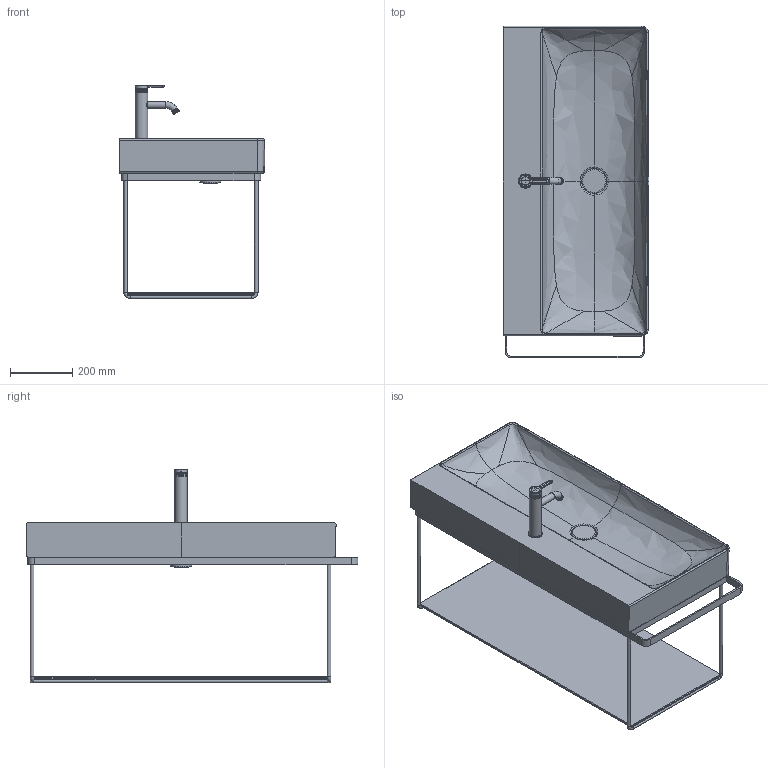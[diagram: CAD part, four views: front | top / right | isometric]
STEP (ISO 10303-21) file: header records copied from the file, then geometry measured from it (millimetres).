
FILE_DESCRIPTION((''),'2;1');
FILE_NAME('235310_1_003104.stp','2017-06-29T14:02:30',('Administrator'),(''),'Autodesk Inventor 2011','Autodesk Inventor 2011','');
FILE_SCHEMA(('CONFIG_CONTROL_DESIGN'));
Length unit declared in the file: millimetre
Products named in the file (16): 235310_1_003104; 235310_1; Armatur C1 WT; 509115_ASM; 615832; 615833; 636748; 615729; 615737; Kelch_Stopfen DuraSquare Bgr; Metallkonsole 003104 wandhängend; Rahmen 1065x451x25; Rohrstütze wandhängend; Rohrstrebe lang; Glaseinleger Metallkonsole 003103_003104
Assembly tree (17 placements, depth 5):
  235310_1_003104
    235310_1
      235310_1
      Armatur C1 WT
        509115_ASM
          615832
          615833
        636748
        615729
        615737
      Kelch_Stopfen DuraSquare Bgr
    Metallkonsole 003104 wandhängend
      Rahmen 1065x451x25
      Rohrstütze wandhängend  x2
      Rohrstrebe lang  x2
    Glaseinleger Metallkonsole 003103_003104
Bounding box: 470.01 x 1070.61 x 689.48 mm (x, y, z)
Volume: 18900564.3 mm3; surface area: 2784564 mm2
Topology: 14 solids, 17 shells, 489 faces, 1138 edges, 693 vertices
Faces by surface type: bspline 170, plane 147, cylinder 110, torus 32, cone 18, sphere 12
Full cylindrical faces by diameter (mm): 6 x1, 11.5 x8, 12 x2, 14 x4, 16 x5, 16.5 x2, 17.3 x1, 17.55 x1, 18.5 x2, 18.75 x1, 22 x2, 27.189 x1, 30.452 x1, 34 x1, 34.5 x1, 35 x1, 35.4 x1, 35.5 x1, 36.185 x1, 36.9 x4, 37.3 x1, 37.6 x1, 40 x2, 42.482 x1, 42.5 x1, 45.115 x1, 46 x2, 68.44 x1, 80.006 x1, 81 x1
Entity records: 68499 total; most frequent: CARTESIAN_POINT 57977, ORIENTED_EDGE 2038, DIRECTION 1761, EDGE_CURVE 1019, AXIS2_PLACEMENT_3D 726, VERTEX_POINT 665, EDGE_LOOP 606, FACE_OUTER_BOUND 479
